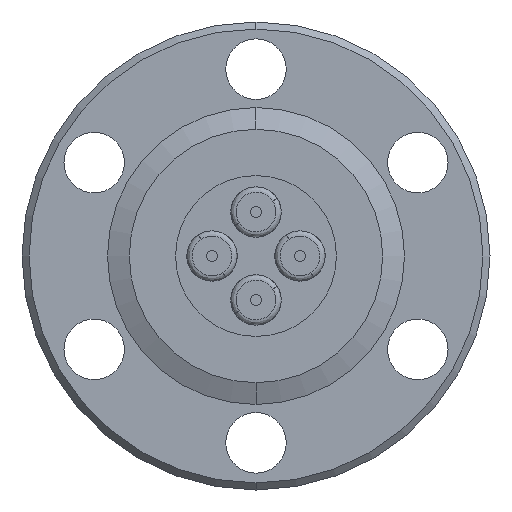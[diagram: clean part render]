
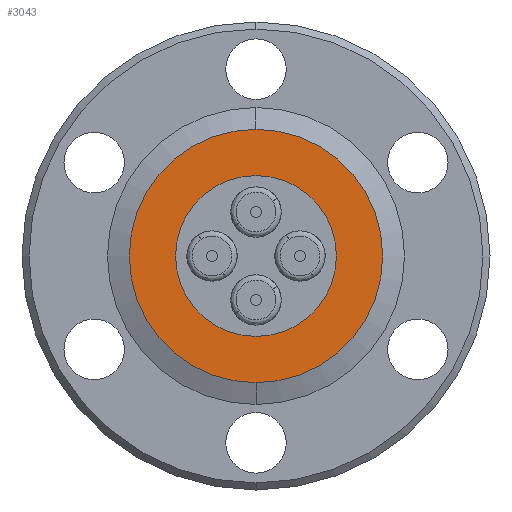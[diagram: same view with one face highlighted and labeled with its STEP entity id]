
A CAD part, front view. The second image highlights one B-rep face of the part: STEP entity #3043.
In plain terms, the highlighted planar face has unit normal (0, -1, 0).
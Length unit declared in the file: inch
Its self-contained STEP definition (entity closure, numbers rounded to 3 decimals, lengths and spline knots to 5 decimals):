
#88 = CARTESIAN_POINT ( 'NONE',  ( 0., -0.4, -0.36 ) ) ;
#89 = CARTESIAN_POINT ( 'NONE',  ( 0., -0.4, 0.36 ) ) ;
#391 = AXIS2_PLACEMENT_3D ( 'NONE', #2578, #2570, #2569 ) ;
#871 = CARTESIAN_POINT ( 'NONE',  ( 0., -0.4, -0.2285 ) ) ;
#882 = CARTESIAN_POINT ( 'NONE',  ( 0., -0.4, 0.2285 ) ) ;
#1127 = EDGE_CURVE ( 'NONE', #3170, #3171, #2147, .T. ) ;
#1129 = EDGE_CURVE ( 'NONE', #2437, #2443, #2146, .T. ) ;
#1149 = EDGE_CURVE ( 'NONE', #3171, #3170, #3867, .T. ) ;
#1152 = EDGE_CURVE ( 'NONE', #2443, #2437, #3865, .T. ) ;
#1589 = DIRECTION ( 'NONE',  ( 0., 0., 1. ) ) ;
#1596 = DIRECTION ( 'NONE',  ( 0., -1., 0. ) ) ;
#1618 = CARTESIAN_POINT ( 'NONE',  ( 0., -0.4, 0. ) ) ;
#1630 = DIRECTION ( 'NONE',  ( 0., 0., -1. ) ) ;
#1633 = DIRECTION ( 'NONE',  ( 0., 1., 0. ) ) ;
#1634 = CARTESIAN_POINT ( 'NONE',  ( 0., -0.4, 0. ) ) ;
#1716 = DIRECTION ( 'NONE',  ( 0., 0., 1. ) ) ;
#1717 = DIRECTION ( 'NONE',  ( 0., -1., 0. ) ) ;
#1718 = CARTESIAN_POINT ( 'NONE',  ( 0., -0.4, 0. ) ) ;
#1721 = DIRECTION ( 'NONE',  ( 0., 0., -1. ) ) ;
#1722 = DIRECTION ( 'NONE',  ( 0., 1., 0. ) ) ;
#1724 = CARTESIAN_POINT ( 'NONE',  ( 0., -0.4, 0. ) ) ;
#1915 = FACE_BOUND ( 'NONE', #2707, .T. ) ;
#1953 = AXIS2_PLACEMENT_3D ( 'NONE', #1618, #1596, #1589 ) ;
#1957 = AXIS2_PLACEMENT_3D ( 'NONE', #1724, #1722, #1721 ) ;
#2008 = AXIS2_PLACEMENT_3D ( 'NONE', #1634, #1633, #1630 ) ;
#2030 = AXIS2_PLACEMENT_3D ( 'NONE', #1718, #1717, #1716 ) ;
#2146 = CIRCLE ( 'NONE', #2030, 0.2285 ) ;
#2147 = CIRCLE ( 'NONE', #1957, 0.36 ) ;
#2437 = VERTEX_POINT ( 'NONE', #882 ) ;
#2443 = VERTEX_POINT ( 'NONE', #871 ) ;
#2569 = DIRECTION ( 'NONE',  ( 0., 0., -1. ) ) ;
#2570 = DIRECTION ( 'NONE',  ( 0., 1., 0. ) ) ;
#2575 = PLANE ( 'NONE',  #391 ) ;
#2578 = CARTESIAN_POINT ( 'NONE',  ( 0.36, -0.4, 0. ) ) ;
#2707 = EDGE_LOOP ( 'NONE', ( #3262, #3263 ) ) ;
#2741 = EDGE_LOOP ( 'NONE', ( #3254, #3257 ) ) ;
#3043 = ADVANCED_FACE ( 'NONE', ( #3655, #1915 ), #2575, .F. ) ;
#3170 = VERTEX_POINT ( 'NONE', #89 ) ;
#3171 = VERTEX_POINT ( 'NONE', #88 ) ;
#3254 = ORIENTED_EDGE ( 'NONE', *, *, #1149, .F. ) ;
#3257 = ORIENTED_EDGE ( 'NONE', *, *, #1127, .F. ) ;
#3262 = ORIENTED_EDGE ( 'NONE', *, *, #1129, .F. ) ;
#3263 = ORIENTED_EDGE ( 'NONE', *, *, #1152, .F. ) ;
#3655 = FACE_OUTER_BOUND ( 'NONE', #2741, .T. ) ;
#3865 = CIRCLE ( 'NONE', #1953, 0.2285 ) ;
#3867 = CIRCLE ( 'NONE', #2008, 0.36 ) ;
